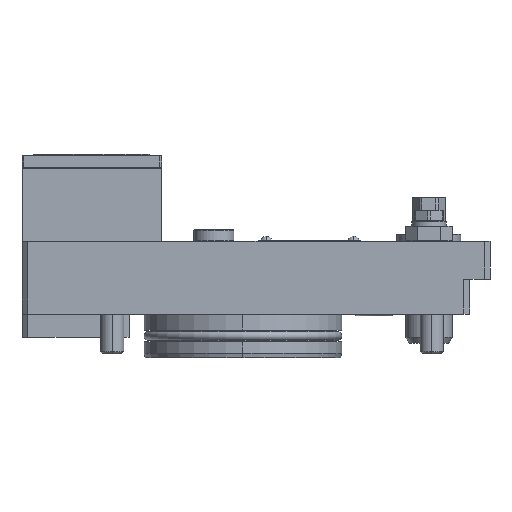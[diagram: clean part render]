
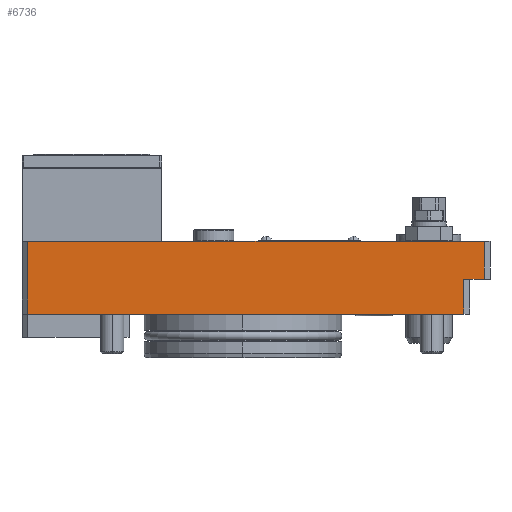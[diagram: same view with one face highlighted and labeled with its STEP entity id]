
A CAD part, front view. The second image highlights one B-rep face of the part: STEP entity #6736.
In plain terms, the highlighted planar face has unit normal (0, -1, 0).
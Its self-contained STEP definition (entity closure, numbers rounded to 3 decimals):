
#129 = LINE ( 'NONE', #2251, #5371 ) ;
#428 = VECTOR ( 'NONE', #8257, 1000. ) ;
#708 = VECTOR ( 'NONE', #5859, 1000. ) ;
#736 = CARTESIAN_POINT ( 'NONE',  ( 76., -42.5, 0. ) ) ;
#782 = EDGE_CURVE ( 'Defeature ausgef�hrt1_8+Defeature ausgef�hrt1_21+Defeature ausgef�hrt1_17+Defeature ausgef�hrt1_3', #7922, #1243, #3027, .T. ) ;
#873 = CARTESIAN_POINT ( 'NONE',  ( 85., -42.5, 25. ) ) ;
#1035 = CARTESIAN_POINT ( 'NONE',  ( 76., -42.5, 12. ) ) ;
#1155 = DIRECTION ( 'NONE',  ( 0., 0., -1. ) ) ;
#1243 = VERTEX_POINT ( 'NONE', #6694 ) ;
#1522 = DIRECTION ( 'NONE',  ( 1., 0., 0. ) ) ;
#1545 = VERTEX_POINT ( 'NONE', #3065 ) ;
#1927 = VERTEX_POINT ( 'NONE', #4440 ) ;
#2251 = CARTESIAN_POINT ( 'NONE',  ( -76., -42.5, 0. ) ) ;
#2437 = ORIENTED_EDGE ( 'NONE', *, *, #782, .T. ) ;
#2588 = CARTESIAN_POINT ( 'NONE',  ( -74., -42.5, 47. ) ) ;
#2682 = PLANE ( 'NONE',  #6000 ) ;
#3027 = LINE ( 'NONE', #7354, #708 ) ;
#3065 = CARTESIAN_POINT ( 'NONE',  ( -74., -42.5, 0. ) ) ;
#3390 = DIRECTION ( 'NONE',  ( 0., 1., 0. ) ) ;
#3478 = VERTEX_POINT ( 'NONE', #736 ) ;
#3561 = EDGE_LOOP ( 'NONE', ( #8005, #8109, #5366, #6250, #7553, #2437 ) ) ;
#3641 = CARTESIAN_POINT ( 'NONE',  ( 83., -42.5, 12. ) ) ;
#3787 = VECTOR ( 'NONE', #8122, 1000. ) ;
#4232 = VERTEX_POINT ( 'NONE', #7570 ) ;
#4236 = EDGE_CURVE ( 'Defeature ausgef�hrt1_8+Defeature ausgef�hrt1_3+Defeature ausgef�hrt1_21+Defeature ausgef�hrt1_22', #1243, #1927, #8661, .T. ) ;
#4292 = EDGE_CURVE ( 'Defeature ausgef�hrt1_8+Defeature ausgef�hrt1_0+Defeature ausgef�hrt1_22+Defeature ausgef�hrt1_24', #1545, #3478, #129, .T. ) ;
#4440 = CARTESIAN_POINT ( 'NONE',  ( -74., -42.5, 25. ) ) ;
#4642 = EDGE_CURVE ( 'Defeature ausgef�hrt1_8+Defeature ausgef�hrt1_24+Defeature ausgef�hrt1_0+Defeature ausgef�hrt1_17', #3478, #4232, #7356, .T. ) ;
#4645 = VECTOR ( 'NONE', #5060, 1000. ) ;
#4780 = CARTESIAN_POINT ( 'NONE',  ( -76., -42.5, 47. ) ) ;
#5060 = DIRECTION ( 'NONE',  ( -1., 0., 0. ) ) ;
#5366 = ORIENTED_EDGE ( 'NONE', *, *, #4292, .T. ) ;
#5371 = VECTOR ( 'NONE', #1522, 1000. ) ;
#5392 = LINE ( 'NONE', #9033, #428 ) ;
#5859 = DIRECTION ( 'NONE',  ( 0., 0., 1. ) ) ;
#6000 = AXIS2_PLACEMENT_3D ( 'NONE', #4780, #3390, #6869 ) ;
#6250 = ORIENTED_EDGE ( 'NONE', *, *, #4642, .T. ) ;
#6303 = VECTOR ( 'NONE', #1155, 1000. ) ;
#6369 = EDGE_CURVE ( 'Defeature ausgef�hrt1_8+Defeature ausgef�hrt1_17+Defeature ausgef�hrt1_24+Defeature ausgef�hrt1_21', #4232, #7922, #5392, .T. ) ;
#6694 = CARTESIAN_POINT ( 'NONE',  ( 83., -42.5, 25. ) ) ;
#6736 = ADVANCED_FACE ( 'Defeature ausgef�hrt1_8', ( #8199 ), #2682, .F. ) ;
#6814 = EDGE_CURVE ( 'Defeature ausgef�hrt1_8+Defeature ausgef�hrt1_22+Defeature ausgef�hrt1_3+Defeature ausgef�hrt1_0', #1927, #1545, #8934, .T. ) ;
#6869 = DIRECTION ( 'NONE',  ( -1., 0., 0. ) ) ;
#7354 = CARTESIAN_POINT ( 'NONE',  ( 83., -42.5, 47. ) ) ;
#7356 = LINE ( 'NONE', #1035, #3787 ) ;
#7553 = ORIENTED_EDGE ( 'NONE', *, *, #6369, .T. ) ;
#7570 = CARTESIAN_POINT ( 'NONE',  ( 76., -42.5, 12. ) ) ;
#7922 = VERTEX_POINT ( 'NONE', #3641 ) ;
#8005 = ORIENTED_EDGE ( 'NONE', *, *, #4236, .T. ) ;
#8109 = ORIENTED_EDGE ( 'NONE', *, *, #6814, .T. ) ;
#8122 = DIRECTION ( 'NONE',  ( 0., 0., 1. ) ) ;
#8199 = FACE_OUTER_BOUND ( 'NONE', #3561, .T. ) ;
#8257 = DIRECTION ( 'NONE',  ( 1., 0., 0. ) ) ;
#8661 = LINE ( 'NONE', #873, #4645 ) ;
#8934 = LINE ( 'NONE', #2588, #6303 ) ;
#9033 = CARTESIAN_POINT ( 'NONE',  ( 78., -42.5, 12. ) ) ;
